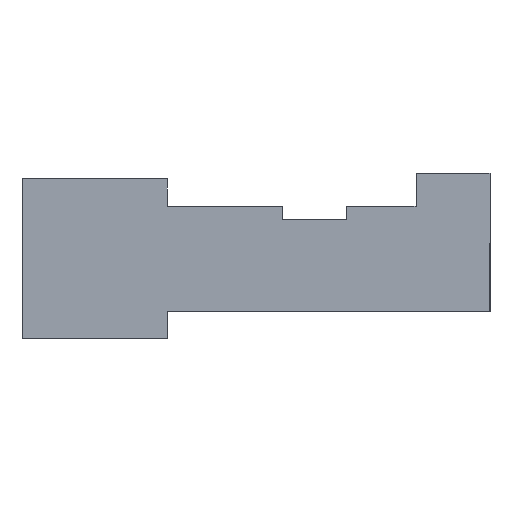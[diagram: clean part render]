
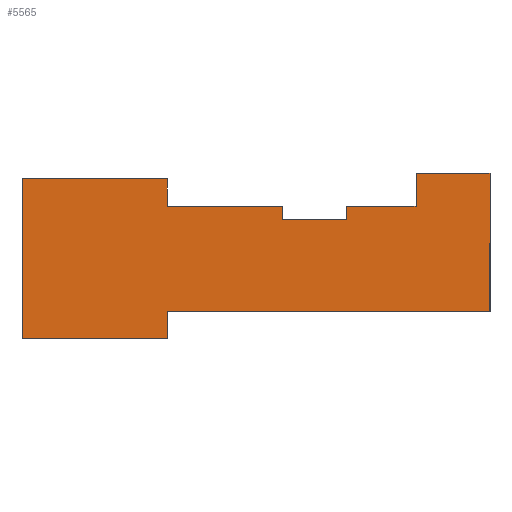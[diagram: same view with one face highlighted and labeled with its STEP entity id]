
A CAD part, left-side view. The second image highlights one B-rep face of the part: STEP entity #5565.
In plain terms, the highlighted planar face has unit normal (-1, 0, 0).
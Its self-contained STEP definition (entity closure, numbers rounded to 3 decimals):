
#1116=ORIENTED_EDGE('',*,*,#2142,.T.);
#1117=ORIENTED_EDGE('',*,*,#2164,.T.);
#1118=ORIENTED_EDGE('',*,*,#2166,.T.);
#1119=ORIENTED_EDGE('',*,*,#2168,.F.);
#1120=ORIENTED_EDGE('',*,*,#2169,.F.);
#1121=ORIENTED_EDGE('',*,*,#2170,.F.);
#1122=ORIENTED_EDGE('',*,*,#2171,.F.);
#1123=ORIENTED_EDGE('',*,*,#2172,.F.);
#1124=ORIENTED_EDGE('',*,*,#2173,.T.);
#1125=ORIENTED_EDGE('',*,*,#2174,.F.);
#1126=ORIENTED_EDGE('',*,*,#2175,.T.);
#1127=ORIENTED_EDGE('',*,*,#2176,.F.);
#1128=ORIENTED_EDGE('',*,*,#2177,.T.);
#1129=ORIENTED_EDGE('',*,*,#2178,.F.);
#2142=EDGE_CURVE('',#2750,#2749,#3443,.T.);
#2164=EDGE_CURVE('',#2749,#2769,#3465,.T.);
#2166=EDGE_CURVE('',#2769,#2770,#3467,.T.);
#2168=EDGE_CURVE('',#2771,#2770,#3469,.T.);
#2169=EDGE_CURVE('',#2772,#2771,#3470,.T.);
#2170=EDGE_CURVE('',#2773,#2772,#3471,.T.);
#2171=EDGE_CURVE('',#2774,#2773,#3472,.T.);
#2172=EDGE_CURVE('',#2775,#2774,#3473,.T.);
#2173=EDGE_CURVE('',#2775,#2776,#3474,.T.);
#2174=EDGE_CURVE('',#2777,#2776,#3475,.T.);
#2175=EDGE_CURVE('',#2777,#2778,#3476,.T.);
#2176=EDGE_CURVE('',#2779,#2778,#3477,.T.);
#2177=EDGE_CURVE('',#2779,#2780,#3478,.T.);
#2178=EDGE_CURVE('',#2750,#2780,#3479,.T.);
#2749=VERTEX_POINT('',#8374);
#2750=VERTEX_POINT('',#8376);
#2769=VERTEX_POINT('',#8420);
#2770=VERTEX_POINT('',#8424);
#2771=VERTEX_POINT('',#8428);
#2772=VERTEX_POINT('',#8430);
#2773=VERTEX_POINT('',#8432);
#2774=VERTEX_POINT('',#8434);
#2775=VERTEX_POINT('',#8436);
#2776=VERTEX_POINT('',#8438);
#2777=VERTEX_POINT('',#8440);
#2778=VERTEX_POINT('',#8442);
#2779=VERTEX_POINT('',#8444);
#2780=VERTEX_POINT('',#8446);
#3443=LINE('',#8375,#4216);
#3465=LINE('',#8419,#4238);
#3467=LINE('',#8423,#4240);
#3469=LINE('',#8427,#4242);
#3470=LINE('',#8429,#4243);
#3471=LINE('',#8431,#4244);
#3472=LINE('',#8433,#4245);
#3473=LINE('',#8435,#4246);
#3474=LINE('',#8437,#4247);
#3475=LINE('',#8439,#4248);
#3476=LINE('',#8441,#4249);
#3477=LINE('',#8443,#4250);
#3478=LINE('',#8445,#4251);
#3479=LINE('',#8447,#4252);
#4216=VECTOR('',#6878,1000.);
#4238=VECTOR('',#6906,1000.);
#4240=VECTOR('',#6910,1000.);
#4242=VECTOR('',#6914,1000.);
#4243=VECTOR('',#6915,1000.);
#4244=VECTOR('',#6916,1000.);
#4245=VECTOR('',#6917,1000.);
#4246=VECTOR('',#6918,1000.);
#4247=VECTOR('',#6919,1000.);
#4248=VECTOR('',#6920,1000.);
#4249=VECTOR('',#6921,1000.);
#4250=VECTOR('',#6922,1000.);
#4251=VECTOR('',#6923,1000.);
#4252=VECTOR('',#6924,1000.);
#4683=EDGE_LOOP('',(#1116,#1117,#1118,#1119,#1120,#1121,#1122,#1123,#1124,
#1125,#1126,#1127,#1128,#1129));
#4996=FACE_BOUND('',#4683,.T.);
#5284=PLANE('',#5894);
#5565=ADVANCED_FACE('',(#4996),#5284,.F.);
#5894=AXIS2_PLACEMENT_3D('',#8426,#6912,#6913);
#6878=DIRECTION('',(0.,0.,1.));
#6906=DIRECTION('',(0.,1.,0.));
#6910=DIRECTION('',(0.,0.,-1.));
#6912=DIRECTION('',(1.,0.,0.));
#6913=DIRECTION('',(0.,1.,0.));
#6914=DIRECTION('',(0.,-1.,0.));
#6915=DIRECTION('',(0.,0.,1.));
#6916=DIRECTION('',(0.,-1.,0.));
#6917=DIRECTION('',(0.,0.,-1.));
#6918=DIRECTION('',(0.,-1.,0.));
#6919=DIRECTION('',(0.,0.,1.));
#6920=DIRECTION('',(0.,-1.,0.));
#6921=DIRECTION('',(0.,0.,-1.));
#6922=DIRECTION('',(0.,1.,0.));
#6923=DIRECTION('',(0.,0.,1.));
#6924=DIRECTION('',(0.,1.,0.));
#8374=CARTESIAN_POINT('',(-2.54,0.,4.32));
#8375=CARTESIAN_POINT('',(-2.54,0.,0.));
#8376=CARTESIAN_POINT('',(-2.54,0.,0.));
#8419=CARTESIAN_POINT('',(-2.54,0.,4.32));
#8420=CARTESIAN_POINT('',(-2.54,2.31,4.32));
#8423=CARTESIAN_POINT('',(-2.54,2.31,4.32));
#8424=CARTESIAN_POINT('',(-2.54,2.31,3.28));
#8426=CARTESIAN_POINT('',(-2.54,7.305,1.73));
#8427=CARTESIAN_POINT('',(-2.54,4.47,3.28));
#8428=CARTESIAN_POINT('',(-2.54,4.47,3.28));
#8429=CARTESIAN_POINT('',(-2.54,4.47,2.86));
#8430=CARTESIAN_POINT('',(-2.54,4.47,2.86));
#8431=CARTESIAN_POINT('',(-2.54,6.47,2.86));
#8432=CARTESIAN_POINT('',(-2.54,6.47,2.86));
#8433=CARTESIAN_POINT('',(-2.54,6.47,3.28));
#8434=CARTESIAN_POINT('',(-2.54,6.47,3.28));
#8435=CARTESIAN_POINT('',(-2.54,10.08,3.28));
#8436=CARTESIAN_POINT('',(-2.54,10.08,3.28));
#8437=CARTESIAN_POINT('',(-2.54,10.08,3.28));
#8438=CARTESIAN_POINT('',(-2.54,10.08,4.14));
#8439=CARTESIAN_POINT('',(-2.54,14.61,4.14));
#8440=CARTESIAN_POINT('',(-2.54,14.61,4.14));
#8441=CARTESIAN_POINT('',(-2.54,14.61,4.14));
#8442=CARTESIAN_POINT('',(-2.54,14.61,-0.86));
#8443=CARTESIAN_POINT('',(-2.54,10.08,-0.86));
#8444=CARTESIAN_POINT('',(-2.54,10.08,-0.86));
#8445=CARTESIAN_POINT('',(-2.54,10.08,-0.86));
#8446=CARTESIAN_POINT('',(-2.54,10.08,0.));
#8447=CARTESIAN_POINT('',(-2.54,0.,0.));
